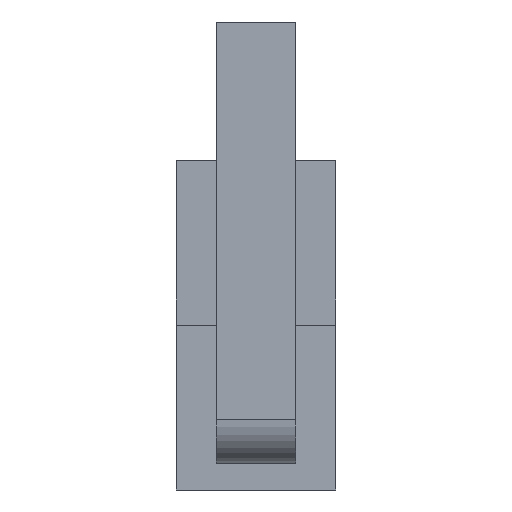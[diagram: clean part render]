
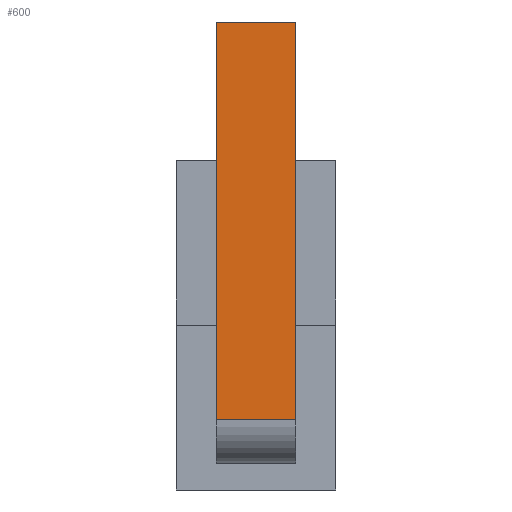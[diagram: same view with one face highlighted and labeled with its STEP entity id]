
A CAD part, left-side view. The second image highlights one B-rep face of the part: STEP entity #600.
In plain terms, the highlighted planar face has unit normal (-1, 0, 0).
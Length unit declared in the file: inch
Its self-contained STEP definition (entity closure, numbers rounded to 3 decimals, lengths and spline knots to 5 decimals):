
#600=ADVANCED_FACE('',(#724),#662,.T.);
#662=PLANE('',#1869);
#724=FACE_OUTER_BOUND('',#796,.T.);
#796=EDGE_LOOP('',(#1129,#1130,#1131,#1132));
#1129=ORIENTED_EDGE('',*,*,#1452,.T.);
#1130=ORIENTED_EDGE('',*,*,#1456,.T.);
#1131=ORIENTED_EDGE('',*,*,#1446,.T.);
#1132=ORIENTED_EDGE('',*,*,#1457,.F.);
#1275=VERTEX_POINT('',#2542);
#1276=VERTEX_POINT('',#2543);
#1279=VERTEX_POINT('',#2552);
#1280=VERTEX_POINT('',#2554);
#1446=EDGE_CURVE('',#1275,#1276,#1614,.T.);
#1452=EDGE_CURVE('',#1280,#1279,#1617,.T.);
#1456=EDGE_CURVE('',#1279,#1275,#1620,.T.);
#1457=EDGE_CURVE('',#1280,#1276,#1621,.T.);
#1614=LINE('',#2541,#1778);
#1617=LINE('',#2553,#1781);
#1620=LINE('',#2561,#1784);
#1621=LINE('',#2562,#1785);
#1778=VECTOR('',#2167,1.);
#1781=VECTOR('',#2178,1.);
#1784=VECTOR('',#2185,1.);
#1785=VECTOR('',#2186,1.);
#1869=AXIS2_PLACEMENT_3D('',#2563,#2187,#2188);
#2167=DIRECTION('',(0.,0.,1.));
#2178=DIRECTION('',(0.,0.,-1.));
#2185=DIRECTION('',(0.,-1.,0.));
#2186=DIRECTION('',(0.,-1.,0.));
#2187=DIRECTION('',(-1.,0.,0.));
#2188=DIRECTION('',(0.,0.,1.));
#2541=CARTESIAN_POINT('',(-0.5,0.075,-0.26));
#2542=CARTESIAN_POINT('',(-0.5,0.075,-0.1775));
#2543=CARTESIAN_POINT('',(-0.5,0.075,0.57));
#2552=CARTESIAN_POINT('',(-0.5,0.225,-0.1775));
#2553=CARTESIAN_POINT('',(-0.5,0.225,-0.22));
#2554=CARTESIAN_POINT('',(-0.5,0.225,0.57));
#2561=CARTESIAN_POINT('',(-0.5,0.075,-0.1775));
#2562=CARTESIAN_POINT('',(-0.5,0.225,0.57));
#2563=CARTESIAN_POINT('',(-0.5,0.,0.));
